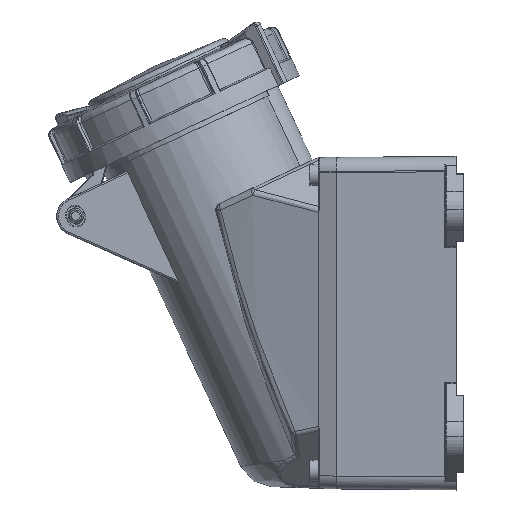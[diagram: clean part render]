
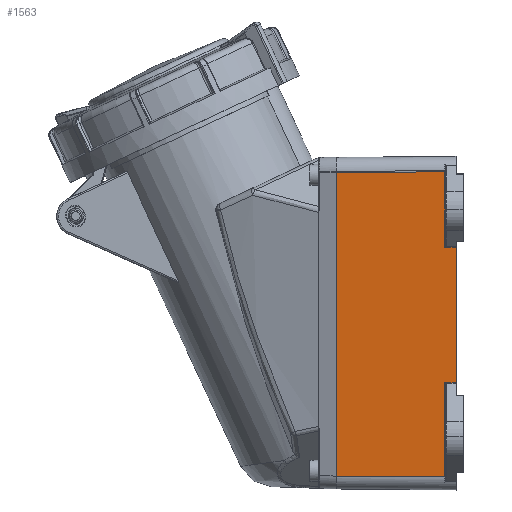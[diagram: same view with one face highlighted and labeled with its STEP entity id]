
A CAD part, left-side view. The second image highlights one B-rep face of the part: STEP entity #1563.
In plain terms, the highlighted face is planar.
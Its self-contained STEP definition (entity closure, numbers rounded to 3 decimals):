
#879 = VECTOR ( 'NONE', #17442, 1000. ) ;
#1563 = ADVANCED_FACE ( 'NONE', ( #34027 ), #22301, .T. ) ;
#1708 = VERTEX_POINT ( 'NONE', #13475 ) ;
#1992 = VECTOR ( 'NONE', #20367, 1000. ) ;
#2269 = LINE ( 'NONE', #5696, #1992 ) ;
#3998 = CARTESIAN_POINT ( 'NONE',  ( 3639.506, 5495.069, 142.83 ) ) ;
#4338 = CARTESIAN_POINT ( 'NONE',  ( 3635.672, 5540.646, 143.262 ) ) ;
#4369 = EDGE_CURVE ( 'NONE', #33610, #37908, #43860, .T. ) ;
#4819 = CARTESIAN_POINT ( 'NONE',  ( 3639.51, 5495.065, 143.262 ) ) ;
#5386 = VECTOR ( 'NONE', #20162, 1000. ) ;
#5696 = CARTESIAN_POINT ( 'NONE',  ( 3634.757, 5554.712, 174.063 ) ) ;
#6827 = LINE ( 'NONE', #43731, #38472 ) ;
#7845 = ORIENTED_EDGE ( 'NONE', *, *, #28535, .T. ) ;
#8202 = LINE ( 'NONE', #27495, #5386 ) ;
#9149 = LINE ( 'NONE', #14258, #879 ) ;
#9867 = CARTESIAN_POINT ( 'NONE',  ( 3634.764, 5554.632, 174.063 ) ) ;
#11494 = ORIENTED_EDGE ( 'NONE', *, *, #36532, .T. ) ;
#13475 = CARTESIAN_POINT ( 'NONE',  ( 3632.268, 5581.065, 143.262 ) ) ;
#13681 = EDGE_CURVE ( 'NONE', #22862, #33610, #9149, .T. ) ;
#13873 = CARTESIAN_POINT ( 'NONE',  ( 3634.519, 5554.32, 143.135 ) ) ;
#14222 = CARTESIAN_POINT ( 'NONE',  ( 3639.803, 5494.796, 174.063 ) ) ;
#14258 = CARTESIAN_POINT ( 'NONE',  ( 3639.803, 5494.794, 174.063 ) ) ;
#15686 = ORIENTED_EDGE ( 'NONE', *, *, #34070, .F. ) ;
#15723 = ORIENTED_EDGE ( 'NONE', *, *, #40107, .T. ) ;
#16258 = VECTOR ( 'NONE', #28765, 1000. ) ;
#16981 = ORIENTED_EDGE ( 'NONE', *, *, #17569, .T. ) ;
#17118 = VECTOR ( 'NONE', #33183, 1000. ) ;
#17172 = VERTEX_POINT ( 'NONE', #25216 ) ;
#17442 = DIRECTION ( 'NONE',  ( 0.084, -0.996, 0. ) ) ;
#17569 = EDGE_CURVE ( 'NONE', #20786, #22862, #6827, .T. ) ;
#18202 = DIRECTION ( 'NONE',  ( -0.009, 0.009, -1. ) ) ;
#19032 = CARTESIAN_POINT ( 'NONE',  ( 3638.029, 5516.187, 177.262 ) ) ;
#20162 = DIRECTION ( 'NONE',  ( -0.084, 0.996, 0. ) ) ;
#20367 = DIRECTION ( 'NONE',  ( 0.084, -0.996, 0. ) ) ;
#20433 = VECTOR ( 'NONE', #23035, 1000. ) ;
#20786 = VERTEX_POINT ( 'NONE', #19032 ) ;
#21481 = VECTOR ( 'NONE', #18202, 1000. ) ;
#21512 = ORIENTED_EDGE ( 'NONE', *, *, #13681, .T. ) ;
#22301 = PLANE ( 'NONE',  #36453 ) ;
#22798 = ORIENTED_EDGE ( 'NONE', *, *, #4369, .T. ) ;
#22862 = VERTEX_POINT ( 'NONE', #23892 ) ;
#23022 = DIRECTION ( 'NONE',  ( 0., -0.103, -0.995 ) ) ;
#23035 = DIRECTION ( 'NONE',  ( 0.008, 0.009, 1. ) ) ;
#23892 = CARTESIAN_POINT ( 'NONE',  ( 3638., 5516.202, 174.063 ) ) ;
#24328 = EDGE_CURVE ( 'NONE', #31137, #46271, #2269, .T. ) ;
#24943 = EDGE_LOOP ( 'NONE', ( #22798, #11494, #15723, #46254, #7845, #15686, #16981, #21512 ) ) ;
#25216 = CARTESIAN_POINT ( 'NONE',  ( 3634.789, 5554.665, 177.262 ) ) ;
#27495 = CARTESIAN_POINT ( 'NONE',  ( 3635.967, 5540.671, 177.262 ) ) ;
#28535 = EDGE_CURVE ( 'NONE', #46271, #17172, #32424, .T. ) ;
#28765 = DIRECTION ( 'NONE',  ( 0.008, 0.01, 1. ) ) ;
#29401 = DIRECTION ( 'NONE',  ( 0.996, 0.084, -0.009 ) ) ;
#31137 = VERTEX_POINT ( 'NONE', #34775 ) ;
#32424 = LINE ( 'NONE', #13873, #16258 ) ;
#33183 = DIRECTION ( 'NONE',  ( -0.084, 0.996, 0. ) ) ;
#33610 = VERTEX_POINT ( 'NONE', #14222 ) ;
#34027 = FACE_OUTER_BOUND ( 'NONE', #24943, .T. ) ;
#34070 = EDGE_CURVE ( 'NONE', #20786, #17172, #8202, .T. ) ;
#34775 = CARTESIAN_POINT ( 'NONE',  ( 3632.515, 5581.334, 174.063 ) ) ;
#36453 = AXIS2_PLACEMENT_3D ( 'NONE', #45029, #29401, #23022 ) ;
#36532 = EDGE_CURVE ( 'NONE', #37908, #1708, #48108, .T. ) ;
#37908 = VERTEX_POINT ( 'NONE', #4819 ) ;
#38472 = VECTOR ( 'NONE', #41038, 1000. ) ;
#40107 = EDGE_CURVE ( 'NONE', #1708, #31137, #40895, .T. ) ;
#40895 = LINE ( 'NONE', #45275, #20433 ) ;
#41038 = DIRECTION ( 'NONE',  ( -0.009, 0.005, -1. ) ) ;
#43731 = CARTESIAN_POINT ( 'NONE',  ( 3637.717, 5516.345, 143.133 ) ) ;
#43860 = LINE ( 'NONE', #3998, #21481 ) ;
#45029 = CARTESIAN_POINT ( 'NONE',  ( 3635.672, 5540.646, 143.264 ) ) ;
#45275 = CARTESIAN_POINT ( 'NONE',  ( 3632.265, 5581.062, 142.938 ) ) ;
#46254 = ORIENTED_EDGE ( 'NONE', *, *, #24328, .T. ) ;
#46271 = VERTEX_POINT ( 'NONE', #9867 ) ;
#48108 = LINE ( 'NONE', #4338, #17118 ) ;
